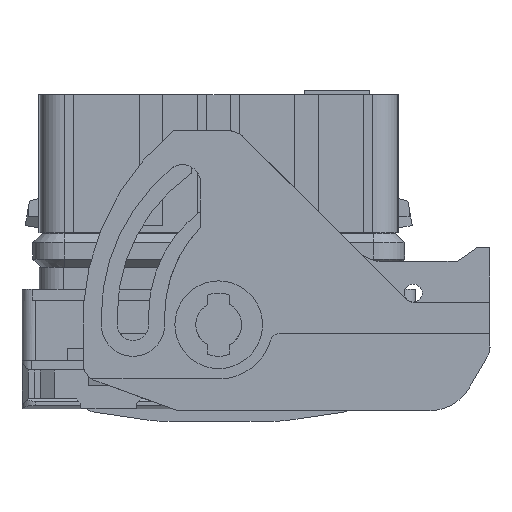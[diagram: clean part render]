
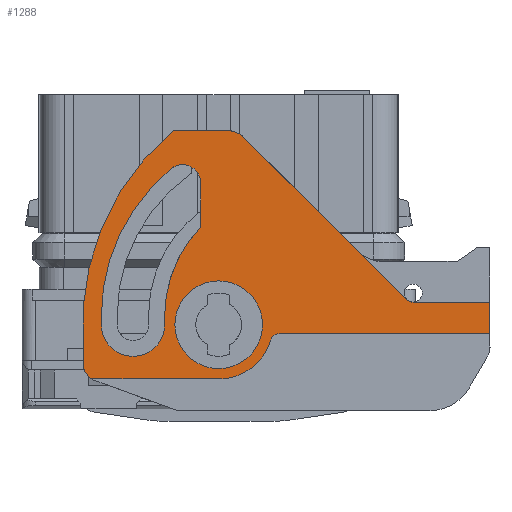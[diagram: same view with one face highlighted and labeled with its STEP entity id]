
A CAD part, front view. The second image highlights one B-rep face of the part: STEP entity #1288.
In plain terms, the highlighted planar face has unit normal (0, -1, 0).
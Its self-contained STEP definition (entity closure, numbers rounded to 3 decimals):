
#275=FACE_BOUND('',#3706,.T.);
#276=FACE_BOUND('',#3707,.T.);
#277=FACE_BOUND('',#3708,.T.);
#456=CIRCLE('',#18033,6.);
#457=CIRCLE('',#18036,2.);
#464=CIRCLE('',#18057,1.);
#497=CIRCLE('',#18112,1.);
#498=CIRCLE('',#18113,3.);
#499=CIRCLE('',#18114,28.);
#500=CIRCLE('',#18115,4.85);
#501=CIRCLE('',#18116,3.5);
#502=CIRCLE('',#18117,20.975);
#503=CIRCLE('',#18118,2.);
#504=CIRCLE('',#18119,13.975);
#1288=ADVANCED_FACE('',(#275,#276,#277),#2032,.T.);
#2032=PLANE('',#18120);
#3706=EDGE_LOOP('',(#8100,#8101,#8102,#8103,#8104,#8105,#8106,#8107,#8108,
#8109,#8110,#8111,#8112));
#3707=EDGE_LOOP('',(#8113));
#3708=EDGE_LOOP('',(#8114,#8115,#8116,#8117,#8118,#8119,#8120));
#8100=ORIENTED_EDGE('',*,*,#12413,.T.);
#8101=ORIENTED_EDGE('',*,*,#12470,.T.);
#8102=ORIENTED_EDGE('',*,*,#12457,.F.);
#8103=ORIENTED_EDGE('',*,*,#12469,.T.);
#8104=ORIENTED_EDGE('',*,*,#12561,.T.);
#8105=ORIENTED_EDGE('',*,*,#12569,.T.);
#8106=ORIENTED_EDGE('',*,*,#12511,.T.);
#8107=ORIENTED_EDGE('',*,*,#12570,.T.);
#8108=ORIENTED_EDGE('',*,*,#12571,.T.);
#8109=ORIENTED_EDGE('',*,*,#12572,.T.);
#8110=ORIENTED_EDGE('',*,*,#12471,.T.);
#8111=ORIENTED_EDGE('',*,*,#12418,.T.);
#8112=ORIENTED_EDGE('',*,*,#12416,.T.);
#8113=ORIENTED_EDGE('',*,*,#12573,.T.);
#8114=ORIENTED_EDGE('',*,*,#12574,.F.);
#8115=ORIENTED_EDGE('',*,*,#12575,.F.);
#8116=ORIENTED_EDGE('',*,*,#12576,.F.);
#8117=ORIENTED_EDGE('',*,*,#12577,.F.);
#8118=ORIENTED_EDGE('',*,*,#12578,.F.);
#8119=ORIENTED_EDGE('',*,*,#12579,.F.);
#8120=ORIENTED_EDGE('',*,*,#12580,.F.);
#10103=VERTEX_POINT('',#27333);
#10104=VERTEX_POINT('',#27334);
#10105=VERTEX_POINT('',#27339);
#10106=VERTEX_POINT('',#27343);
#10133=VERTEX_POINT('',#27419);
#10134=VERTEX_POINT('',#27421);
#10142=VERTEX_POINT('',#27442);
#10143=VERTEX_POINT('',#27448);
#10176=VERTEX_POINT('',#27526);
#10177=VERTEX_POINT('',#27528);
#10218=VERTEX_POINT('',#27626);
#10222=VERTEX_POINT('',#27646);
#10223=VERTEX_POINT('',#27648);
#10224=VERTEX_POINT('',#27651);
#10225=VERTEX_POINT('',#27653);
#10226=VERTEX_POINT('',#27654);
#10227=VERTEX_POINT('',#27656);
#10228=VERTEX_POINT('',#27658);
#10229=VERTEX_POINT('',#27660);
#10230=VERTEX_POINT('',#27662);
#10231=VERTEX_POINT('',#27664);
#12413=EDGE_CURVE('',#10103,#10104,#456,.T.);
#12416=EDGE_CURVE('',#10105,#10103,#14682,.T.);
#12418=EDGE_CURVE('',#10106,#10105,#457,.T.);
#12457=EDGE_CURVE('',#10133,#10134,#14716,.T.);
#12469=EDGE_CURVE('',#10133,#10142,#14728,.T.);
#12470=EDGE_CURVE('',#10104,#10134,#464,.T.);
#12471=EDGE_CURVE('',#10143,#10106,#14729,.T.);
#12511=EDGE_CURVE('',#10177,#10176,#14752,.T.);
#12561=EDGE_CURVE('',#10142,#10218,#14789,.T.);
#12569=EDGE_CURVE('',#10218,#10177,#497,.T.);
#12570=EDGE_CURVE('',#10176,#10222,#498,.T.);
#12571=EDGE_CURVE('',#10222,#10223,#14794,.T.);
#12572=EDGE_CURVE('',#10223,#10143,#499,.T.);
#12573=EDGE_CURVE('',#10224,#10224,#500,.T.);
#12574=EDGE_CURVE('',#10225,#10226,#501,.T.);
#12575=EDGE_CURVE('',#10227,#10225,#14795,.T.);
#12576=EDGE_CURVE('',#10228,#10227,#502,.T.);
#12577=EDGE_CURVE('',#10229,#10228,#503,.T.);
#12578=EDGE_CURVE('',#10230,#10229,#14796,.T.);
#12579=EDGE_CURVE('',#10231,#10230,#504,.T.);
#12580=EDGE_CURVE('',#10226,#10231,#14797,.T.);
#14682=LINE('',#27338,#16836);
#14716=LINE('',#27420,#16870);
#14728=LINE('',#27443,#16882);
#14729=LINE('',#27447,#16883);
#14752=LINE('',#27527,#16906);
#14789=LINE('',#27627,#16943);
#14794=LINE('',#27647,#16948);
#14795=LINE('',#27655,#16949);
#14796=LINE('',#27661,#16950);
#14797=LINE('',#27665,#16951);
#16836=VECTOR('',#21887,1.);
#16870=VECTOR('',#21959,1.);
#16882=VECTOR('',#21975,1.);
#16883=VECTOR('',#21982,1.);
#16906=VECTOR('',#22051,1.);
#16943=VECTOR('',#22130,1.);
#16948=VECTOR('',#22157,1.);
#16949=VECTOR('',#22164,1.);
#16950=VECTOR('',#22169,1.);
#16951=VECTOR('',#22172,1.);
#18033=AXIS2_PLACEMENT_3D('',#27332,#21881,#21882);
#18036=AXIS2_PLACEMENT_3D('',#27342,#21891,#21892);
#18057=AXIS2_PLACEMENT_3D('',#27445,#21978,#21979);
#18112=AXIS2_PLACEMENT_3D('',#27644,#22153,#22154);
#18113=AXIS2_PLACEMENT_3D('',#27645,#22155,#22156);
#18114=AXIS2_PLACEMENT_3D('',#27649,#22158,#22159);
#18115=AXIS2_PLACEMENT_3D('',#27650,#22160,#22161);
#18116=AXIS2_PLACEMENT_3D('',#27652,#22162,#22163);
#18117=AXIS2_PLACEMENT_3D('',#27657,#22165,#22166);
#18118=AXIS2_PLACEMENT_3D('',#27659,#22167,#22168);
#18119=AXIS2_PLACEMENT_3D('',#27663,#22170,#22171);
#18120=AXIS2_PLACEMENT_3D('',#27666,#22173,#22174);
#21881=DIRECTION('',(0.,-1.,0.));
#21882=DIRECTION('',(0.,0.,1.));
#21887=DIRECTION('',(1.,0.,0.));
#21891=DIRECTION('',(0.,-1.,0.));
#21892=DIRECTION('',(0.,0.,1.));
#21959=DIRECTION('',(-1.,0.,0.));
#21975=DIRECTION('',(0.,0.,1.));
#21978=DIRECTION('',(0.,1.,0.));
#21979=DIRECTION('',(0.,0.,1.));
#21982=DIRECTION('',(0.,0.,-1.));
#22051=DIRECTION('',(-0.709,0.,0.705));
#22130=DIRECTION('',(-1.,0.,0.));
#22153=DIRECTION('',(0.,1.,0.));
#22154=DIRECTION('',(0.,0.,1.));
#22155=DIRECTION('',(0.,-1.,0.));
#22156=DIRECTION('',(0.,0.,1.));
#22157=DIRECTION('',(-1.,0.,0.));
#22158=DIRECTION('',(0.,-1.,0.));
#22159=DIRECTION('',(0.,0.,1.));
#22160=DIRECTION('',(0.,1.,0.));
#22161=DIRECTION('',(0.,0.,1.));
#22162=DIRECTION('',(0.,-1.,0.));
#22163=DIRECTION('',(0.,0.,1.));
#22164=DIRECTION('',(0.,0.,-1.));
#22165=DIRECTION('',(0.,-1.,0.));
#22166=DIRECTION('',(0.,0.,1.));
#22167=DIRECTION('',(0.,-1.,0.));
#22168=DIRECTION('',(0.,0.,1.));
#22169=DIRECTION('',(0.,0.,1.));
#22170=DIRECTION('',(0.,1.,0.));
#22171=DIRECTION('',(0.,0.,1.));
#22172=DIRECTION('',(0.,0.,1.));
#22173=DIRECTION('',(0.,-1.,0.));
#22174=DIRECTION('',(1.,0.,0.));
#27332=CARTESIAN_POINT('',(0.,-17.2,-25.9));
#27333=CARTESIAN_POINT('',(0.,-17.2,-31.9));
#27334=CARTESIAN_POINT('',(5.75,-17.2,-27.614));
#27338=CARTESIAN_POINT('',(-18.9,-17.2,-31.9));
#27339=CARTESIAN_POINT('',(-14.035,-17.2,-31.9));
#27342=CARTESIAN_POINT('',(-13.,-17.2,-30.188));
#27343=CARTESIAN_POINT('',(-15.,-17.2,-30.188));
#27419=CARTESIAN_POINT('',(30.,-17.2,-26.9));
#27420=CARTESIAN_POINT('',(-18.9,-17.2,-26.9));
#27421=CARTESIAN_POINT('',(6.708,-17.2,-26.9));
#27442=CARTESIAN_POINT('',(30.,-17.2,-23.4));
#27443=CARTESIAN_POINT('',(30.,-17.2,-34.05));
#27445=CARTESIAN_POINT('',(6.708,-17.2,-27.9));
#27447=CARTESIAN_POINT('',(-15.,-17.2,-34.05));
#27448=CARTESIAN_POINT('',(-15.,-17.2,-24.029));
#27526=CARTESIAN_POINT('',(2.878,-17.2,-5.274));
#27527=CARTESIAN_POINT('',(6.327,-17.2,-8.707));
#27528=CARTESIAN_POINT('',(20.795,-17.2,-23.109));
#27626=CARTESIAN_POINT('',(21.5,-17.2,-23.4));
#27627=CARTESIAN_POINT('',(-18.9,-17.2,-23.4));
#27644=CARTESIAN_POINT('',(21.5,-17.2,-22.4));
#27645=CARTESIAN_POINT('',(0.761,-17.2,-7.4));
#27646=CARTESIAN_POINT('',(0.761,-17.2,-4.4));
#27647=CARTESIAN_POINT('',(-18.9,-17.2,-4.4));
#27648=CARTESIAN_POINT('',(-5.,-17.2,-4.4));
#27649=CARTESIAN_POINT('',(12.937,-17.2,-25.9));
#27650=CARTESIAN_POINT('',(0.,-17.2,-25.9));
#27651=CARTESIAN_POINT('',(0.,-17.2,-21.05));
#27652=CARTESIAN_POINT('',(-9.475,-17.2,-25.9));
#27653=CARTESIAN_POINT('',(-12.975,-17.2,-25.9));
#27654=CARTESIAN_POINT('',(-5.975,-17.2,-25.9));
#27655=CARTESIAN_POINT('',(-12.975,-17.2,-26.));
#27656=CARTESIAN_POINT('',(-12.975,-17.2,-24.9));
#27657=CARTESIAN_POINT('',(8.,-17.2,-24.9));
#27658=CARTESIAN_POINT('',(-5.265,-17.2,-8.652));
#27659=CARTESIAN_POINT('',(-4.,-17.2,-10.201));
#27660=CARTESIAN_POINT('',(-2.,-17.2,-10.201));
#27661=CARTESIAN_POINT('',(-2.,-17.2,-15.631));
#27662=CARTESIAN_POINT('',(-2.,-17.2,-15.138));
#27663=CARTESIAN_POINT('',(8.,-17.2,-24.9));
#27664=CARTESIAN_POINT('',(-5.975,-17.2,-24.9));
#27665=CARTESIAN_POINT('',(-5.975,-17.2,-24.8));
#27666=CARTESIAN_POINT('',(-18.9,-17.2,-34.05));
